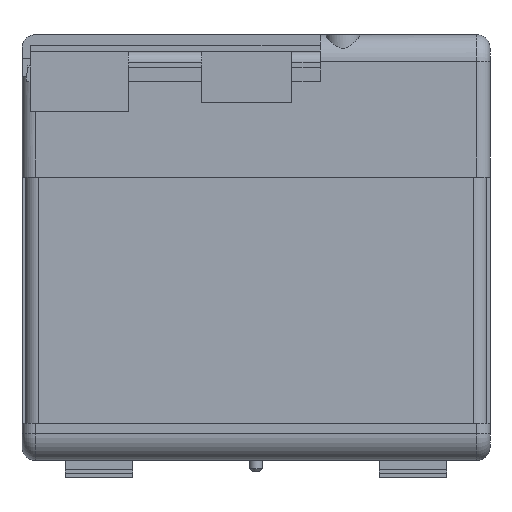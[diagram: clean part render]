
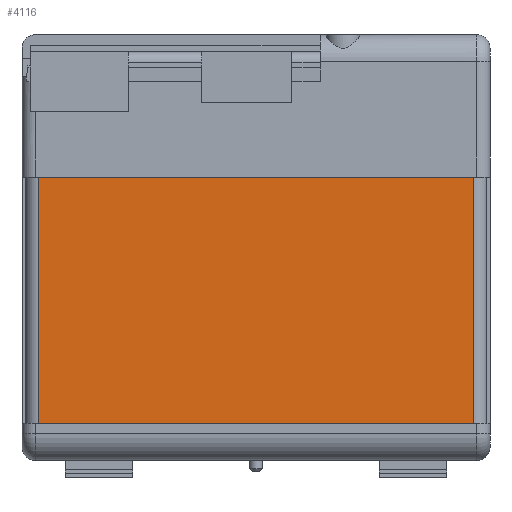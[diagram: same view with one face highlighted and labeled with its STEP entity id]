
A CAD part, front view. The second image highlights one B-rep face of the part: STEP entity #4116.
In plain terms, the highlighted planar face has unit normal (0, -1, 0).
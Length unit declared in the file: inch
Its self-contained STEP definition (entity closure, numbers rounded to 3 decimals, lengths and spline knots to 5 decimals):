
#485 = LINE ( 'NONE', #16950, #14568 ) ;
#665 = EDGE_CURVE ( 'NONE', #29913, #6436, #24124, .T. ) ;
#1483 = CARTESIAN_POINT ( 'NONE',  ( 2.02, -2.9225, -1.63 ) ) ;
#2452 = VECTOR ( 'NONE', #23630, 39.37008 ) ;
#2713 = VECTOR ( 'NONE', #31167, 39.37008 ) ;
#2962 = DIRECTION ( 'NONE',  ( 0., 0., -1. ) ) ;
#3060 = VERTEX_POINT ( 'NONE', #11965 ) ;
#4116 = ADVANCED_FACE ( 'NONE', ( #18708 ), #15241, .T. ) ;
#4369 = VERTEX_POINT ( 'NONE', #34036 ) ;
#5842 = CARTESIAN_POINT ( 'NONE',  ( 2.02, -2.9225, 0.655 ) ) ;
#6436 = VERTEX_POINT ( 'NONE', #14698 ) ;
#9301 = ORIENTED_EDGE ( 'NONE', *, *, #33228, .F. ) ;
#9976 = DIRECTION ( 'NONE',  ( 0., 0., -1. ) ) ;
#10939 = ORIENTED_EDGE ( 'NONE', *, *, #21572, .T. ) ;
#11647 = EDGE_CURVE ( 'NONE', #3060, #4369, #23884, .T. ) ;
#11648 = CARTESIAN_POINT ( 'NONE',  ( 2.02, -2.9225, 0.655 ) ) ;
#11965 = CARTESIAN_POINT ( 'NONE',  ( 2.02, -2.9225, -1.63 ) ) ;
#12530 = CARTESIAN_POINT ( 'NONE',  ( 2.02, -2.9225, 0.655 ) ) ;
#12863 = ORIENTED_EDGE ( 'NONE', *, *, #665, .T. ) ;
#13453 = ORIENTED_EDGE ( 'NONE', *, *, #11647, .F. ) ;
#14568 = VECTOR ( 'NONE', #2962, 39.37008 ) ;
#14698 = CARTESIAN_POINT ( 'NONE',  ( -2.02, -2.9225, 0.655 ) ) ;
#15241 = PLANE ( 'NONE',  #20020 ) ;
#15359 = DIRECTION ( 'NONE',  ( 1., 0., 0. ) ) ;
#15958 = VECTOR ( 'NONE', #9976, 39.37008 ) ;
#16950 = CARTESIAN_POINT ( 'NONE',  ( 2.02, -2.9225, 0.655 ) ) ;
#17094 = EDGE_LOOP ( 'NONE', ( #13453, #9301, #12863, #10939 ) ) ;
#18708 = FACE_OUTER_BOUND ( 'NONE', #17094, .T. ) ;
#19400 = LINE ( 'NONE', #29453, #15958 ) ;
#20020 = AXIS2_PLACEMENT_3D ( 'NONE', #12530, #32057, #15359 ) ;
#21572 = EDGE_CURVE ( 'NONE', #6436, #4369, #19400, .T. ) ;
#23630 = DIRECTION ( 'NONE',  ( -1., 0., 0. ) ) ;
#23884 = LINE ( 'NONE', #1483, #2452 ) ;
#24124 = LINE ( 'NONE', #11648, #2713 ) ;
#29453 = CARTESIAN_POINT ( 'NONE',  ( -2.02, -2.9225, 0.655 ) ) ;
#29913 = VERTEX_POINT ( 'NONE', #5842 ) ;
#31167 = DIRECTION ( 'NONE',  ( -1., 0., 0. ) ) ;
#32057 = DIRECTION ( 'NONE',  ( 0., -1., 0. ) ) ;
#33228 = EDGE_CURVE ( 'NONE', #29913, #3060, #485, .T. ) ;
#34036 = CARTESIAN_POINT ( 'NONE',  ( -2.02, -2.9225, -1.63 ) ) ;
